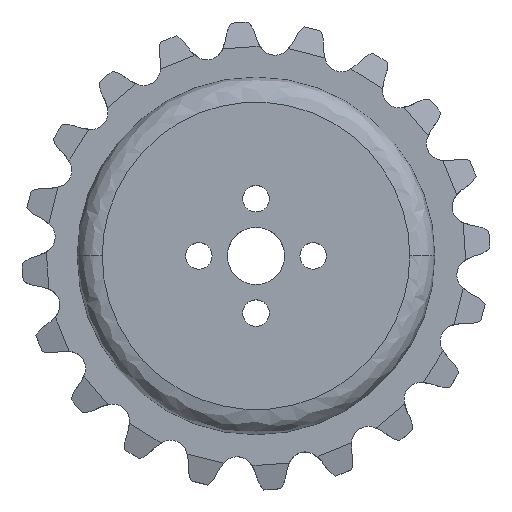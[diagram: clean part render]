
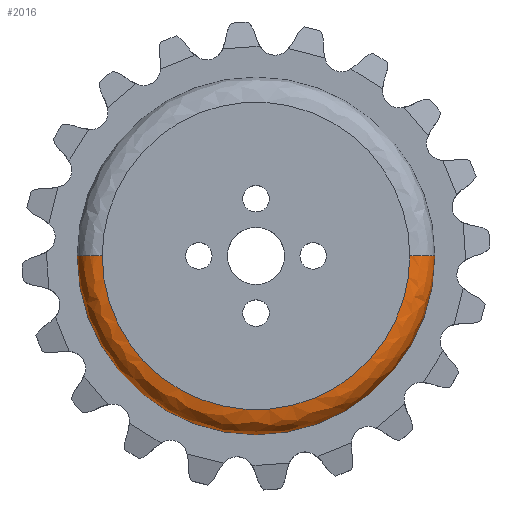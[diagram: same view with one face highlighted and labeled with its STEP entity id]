
A CAD part, top view. The second image highlights one B-rep face of the part: STEP entity #2016.
In plain terms, the highlighted free-form (B-spline) face has degree [3, 3] with [4, 4] control points.
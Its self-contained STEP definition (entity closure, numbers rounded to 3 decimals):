
#11 = DIRECTION ( 'NONE',  ( 0., 1., 0. ) ) ;
#61 = CARTESIAN_POINT ( 'NONE',  ( -20.811, -5.579, 11.5 ) ) ;
#121 = CARTESIAN_POINT ( 'NONE',  ( -21.5, 0., 11.5 ) ) ;
#231 = CARTESIAN_POINT ( 'NONE',  ( 6.924, -20.404, 11.5 ) ) ;
#257 = CARTESIAN_POINT ( 'NONE',  ( -1.411, -21.5, 11.5 ) ) ;
#513 = CARTESIAN_POINT ( 'NONE',  ( 21.5, 0., 8. ) ) ;
#544 = VERTEX_POINT ( 'NONE', #5341 ) ;
#571 = CARTESIAN_POINT ( 'NONE',  ( -20.403, -6.924, 11.5 ) ) ;
#715 = CIRCLE ( 'NONE', #4236, 3.5 ) ;
#758 = CARTESIAN_POINT ( 'NONE',  ( 18.661, -10.771, 11.5 ) ) ;
#786 = CARTESIAN_POINT ( 'NONE',  ( -6.924, -20.404, 11.5 ) ) ;
#808 = CARTESIAN_POINT ( 'NONE',  ( 20.133, -7.576, 11.5 ) ) ;
#845 = EDGE_CURVE ( 'NONE', #544, #1634, #2715, .T. ) ;
#942 = VERTEX_POINT ( 'NONE', #3786 ) ;
#1001 = CIRCLE ( 'NONE', #5054, 3.5 ) ;
#1054 = CARTESIAN_POINT ( 'NONE',  ( -21.318, -2.809, 11.5 ) ) ;
#1262 = CARTESIAN_POINT ( 'NONE',  ( 0., 0., 8. ) ) ;
#1291 = CARTESIAN_POINT ( 'NONE',  ( -2.81, -21.362, 11.5 ) ) ;
#1336 = CARTESIAN_POINT ( 'NONE',  ( 21.016, -4.539, 11.5 ) ) ;
#1431 = CARTESIAN_POINT ( 'NONE',  ( -25., 0., 10.05 ) ) ;
#1509 = DIRECTION ( 'NONE',  ( -1., 0., 0. ) ) ;
#1540 = ORIENTED_EDGE ( 'NONE', *, *, #6173, .F. ) ;
#1634 = VERTEX_POINT ( 'NONE', #2478 ) ;
#1770 = CARTESIAN_POINT ( 'NONE',  ( -18.661, -10.771, 11.5 ) ) ;
#1796 = CARTESIAN_POINT ( 'NONE',  ( -9.532, -19.323, 11.5 ) ) ;
#1822 = CARTESIAN_POINT ( 'NONE',  ( 21.361, -2.816, 11.5 ) ) ;
#1841 = CARTESIAN_POINT ( 'NONE',  ( 10.771, -18.661, 11.5 ) ) ;
#1917 = CARTESIAN_POINT ( 'NONE',  ( -25., -50., 8. ) ) ;
#1962 = CARTESIAN_POINT ( 'NONE',  ( 21.5, -43., 11.5 ) ) ;
#1982 = CARTESIAN_POINT ( 'NONE',  ( -21.5, 0., 8. ) ) ;
#2016 = ADVANCED_FACE ( 'NONE', ( #6054 ), #2076, .T. ) ;
#2076 =( BOUNDED_SURFACE ( )  B_SPLINE_SURFACE ( 3, 3, ( 
 ( #4942, #2432, #1962, #5442 ),
 ( #4461, #2451, #4924, #3973 ),
 ( #1431, #5949, #3470, #5417 ),
 ( #2409, #1917, #5353, #4902 ) ),
 .UNSPECIFIED., .F., .F., .T. ) 
 B_SPLINE_SURFACE_WITH_KNOTS ( ( 4, 4 ),
 ( 4, 4 ),
 ( 0., 1. ),
 ( 0., 1. ),
 .UNSPECIFIED. ) 
 GEOMETRIC_REPRESENTATION_ITEM ( )  RATIONAL_B_SPLINE_SURFACE ( (
 ( 1., 0.333, 0.333, 1.),
 ( 0.805, 0.268, 0.268, 0.805),
 ( 0.805, 0.268, 0.268, 0.805),
 ( 1., 0.333, 0.333, 1.) ) ) 
 REPRESENTATION_ITEM ( '' )  SURFACE ( )  );
#2167 = B_SPLINE_CURVE_WITH_KNOTS ( 'NONE', 3,
 ( #121, #5066, #2530, #1054, #6028, #3057, #61, #571, #4061, #1770, #5787, #6192, #2774, #4775, #4284, #1796, #786, #2712, #1291, #257, #2802, #5257, #5238, #231, #3297, #1841, #6220, #3751, #2756, #3228, #758, #6244, #808, #6280, #4330, #2279, #1336, #5732, #1822, #3314, #5710 ),
 .UNSPECIFIED., .F., .F.,
 ( 4, 1, 2, 2, 2, 2, 2, 2, 2, 2, 2, 2, 2, 2, 2, 2, 2, 1, 1, 2, 2, 4 ),
 ( 0., 0.031, 0.047, 0.063, 0.125, 0.187, 0.25, 0.312, 0.375, 0.437, 0.5, 0.562, 0.625, 0.687, 0.75, 0.812, 0.875, 0.906, 0.922, 0.93, 0.938, 1. ),
 .UNSPECIFIED. ) ;
#2184 = ORIENTED_EDGE ( 'NONE', *, *, #2997, .T. ) ;
#2279 = CARTESIAN_POINT ( 'NONE',  ( 20.939, -4.883, 11.5 ) ) ;
#2409 = CARTESIAN_POINT ( 'NONE',  ( -25., 0., 8. ) ) ;
#2432 = CARTESIAN_POINT ( 'NONE',  ( -21.5, -43., 11.5 ) ) ;
#2451 = CARTESIAN_POINT ( 'NONE',  ( -23.55, -47.101, 11.5 ) ) ;
#2465 = DIRECTION ( 'NONE',  ( 0., -1., 0. ) ) ;
#2478 = CARTESIAN_POINT ( 'NONE',  ( 25., 0., 8. ) ) ;
#2530 = CARTESIAN_POINT ( 'NONE',  ( -21.447, -1.764, 11.5 ) ) ;
#2712 = CARTESIAN_POINT ( 'NONE',  ( -5.579, -20.811, 11.5 ) ) ;
#2715 = CIRCLE ( 'NONE', #3445, 25. ) ;
#2756 = CARTESIAN_POINT ( 'NONE',  ( 16.201, -14.205, 11.5 ) ) ;
#2771 = CARTESIAN_POINT ( 'NONE',  ( -21.5, 0., 11.5 ) ) ;
#2774 = CARTESIAN_POINT ( 'NONE',  ( -14.205, -16.201, 11.5 ) ) ;
#2802 = CARTESIAN_POINT ( 'NONE',  ( 1.411, -21.5, 11.5 ) ) ;
#2997 = EDGE_CURVE ( 'NONE', #3395, #544, #1001, .T. ) ;
#3057 = CARTESIAN_POINT ( 'NONE',  ( -21.156, -3.847, 11.5 ) ) ;
#3095 = ORIENTED_EDGE ( 'NONE', *, *, #845, .T. ) ;
#3228 = CARTESIAN_POINT ( 'NONE',  ( 17.092, -13.118, 11.5 ) ) ;
#3297 = CARTESIAN_POINT ( 'NONE',  ( 9.532, -19.323, 11.5 ) ) ;
#3314 = CARTESIAN_POINT ( 'NONE',  ( 21.499, -1.418, 11.5 ) ) ;
#3395 = VERTEX_POINT ( 'NONE', #2771 ) ;
#3445 = AXIS2_PLACEMENT_3D ( 'NONE', #1262, #4737, #5110 ) ;
#3470 = CARTESIAN_POINT ( 'NONE',  ( 25., -50., 10.05 ) ) ;
#3751 = CARTESIAN_POINT ( 'NONE',  ( 14.205, -16.201, 11.5 ) ) ;
#3786 = CARTESIAN_POINT ( 'NONE',  ( 21.5, 0., 11.5 ) ) ;
#3973 = CARTESIAN_POINT ( 'NONE',  ( 23.55, 0., 11.5 ) ) ;
#4061 = CARTESIAN_POINT ( 'NONE',  ( -19.323, -9.532, 11.5 ) ) ;
#4236 = AXIS2_PLACEMENT_3D ( 'NONE', #513, #11, #5489 ) ;
#4284 = CARTESIAN_POINT ( 'NONE',  ( -10.771, -18.661, 11.5 ) ) ;
#4330 = CARTESIAN_POINT ( 'NONE',  ( 20.817, -5.398, 11.5 ) ) ;
#4461 = CARTESIAN_POINT ( 'NONE',  ( -23.55, 0., 11.5 ) ) ;
#4717 = EDGE_LOOP ( 'NONE', ( #5193, #2184, #3095, #1540 ) ) ;
#4737 = DIRECTION ( 'NONE',  ( 0., 0., 1. ) ) ;
#4775 = CARTESIAN_POINT ( 'NONE',  ( -13.118, -17.093, 11.5 ) ) ;
#4902 = CARTESIAN_POINT ( 'NONE',  ( 25., 0., 8. ) ) ;
#4924 = CARTESIAN_POINT ( 'NONE',  ( 23.55, -47.101, 11.5 ) ) ;
#4942 = CARTESIAN_POINT ( 'NONE',  ( -21.5, 0., 11.5 ) ) ;
#5054 = AXIS2_PLACEMENT_3D ( 'NONE', #1982, #2465, #1509 ) ;
#5066 = CARTESIAN_POINT ( 'NONE',  ( -21.499, -0.709, 11.5 ) ) ;
#5110 = DIRECTION ( 'NONE',  ( 1., 0., 0. ) ) ;
#5193 = ORIENTED_EDGE ( 'NONE', *, *, #5971, .F. ) ;
#5238 = CARTESIAN_POINT ( 'NONE',  ( 5.579, -20.812, 11.5 ) ) ;
#5257 = CARTESIAN_POINT ( 'NONE',  ( 2.81, -21.362, 11.5 ) ) ;
#5341 = CARTESIAN_POINT ( 'NONE',  ( -25., 0., 8. ) ) ;
#5353 = CARTESIAN_POINT ( 'NONE',  ( 25., -50., 8. ) ) ;
#5417 = CARTESIAN_POINT ( 'NONE',  ( 25., 0., 10.05 ) ) ;
#5442 = CARTESIAN_POINT ( 'NONE',  ( 21.5, 0., 11.5 ) ) ;
#5489 = DIRECTION ( 'NONE',  ( 1., 0., 0. ) ) ;
#5710 = CARTESIAN_POINT ( 'NONE',  ( 21.5, 0., 11.5 ) ) ;
#5732 = CARTESIAN_POINT ( 'NONE',  ( 21.053, -4.366, 11.5 ) ) ;
#5787 = CARTESIAN_POINT ( 'NONE',  ( -17.093, -13.118, 11.5 ) ) ;
#5949 = CARTESIAN_POINT ( 'NONE',  ( -25., -50., 10.05 ) ) ;
#5971 = EDGE_CURVE ( 'NONE', #3395, #942, #2167, .T. ) ;
#6028 = CARTESIAN_POINT ( 'NONE',  ( -21.216, -3.503, 11.5 ) ) ;
#6054 = FACE_OUTER_BOUND ( 'NONE', #4717, .T. ) ;
#6173 = EDGE_CURVE ( 'NONE', #942, #1634, #715, .T. ) ;
#6192 = CARTESIAN_POINT ( 'NONE',  ( -16.201, -14.205, 11.5 ) ) ;
#6220 = CARTESIAN_POINT ( 'NONE',  ( 13.118, -17.093, 11.5 ) ) ;
#6244 = CARTESIAN_POINT ( 'NONE',  ( 19.324, -9.531, 11.5 ) ) ;
#6280 = CARTESIAN_POINT ( 'NONE',  ( 20.489, -6.583, 11.5 ) ) ;
